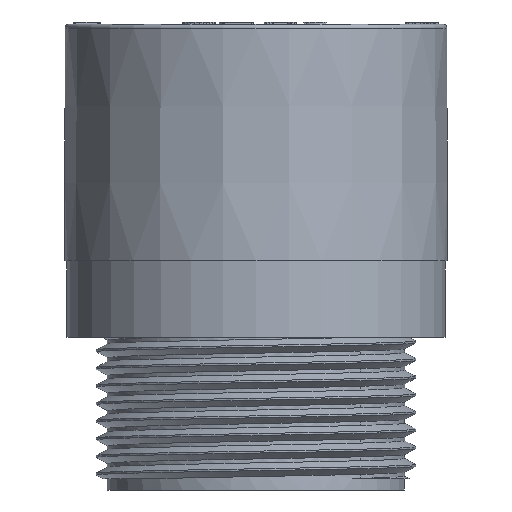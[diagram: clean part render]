
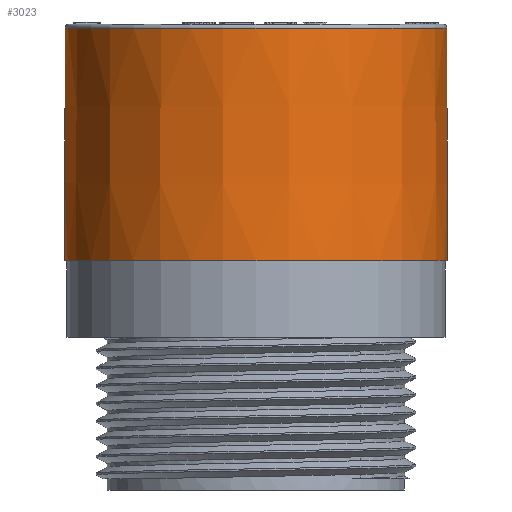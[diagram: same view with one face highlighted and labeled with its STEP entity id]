
A CAD part, left-side view. The second image highlights one B-rep face of the part: STEP entity #3023.
In plain terms, the highlighted conical face has half-angle 0.092 degrees and reference radius 25.05 mm.
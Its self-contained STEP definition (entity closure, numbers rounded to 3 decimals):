
#100=CONICAL_SURFACE('',#11126,25.05,0.092);
#3023=ADVANCED_FACE('',(#4193,#4194),#100,.T.);
#4193=FACE_BOUND('',#4274,.T.);
#4194=FACE_BOUND('',#4275,.T.);
#4274=EDGE_LOOP('',(#5347));
#4275=EDGE_LOOP('',(#5348));
#5347=ORIENTED_EDGE('',*,*,#9822,.T.);
#5348=ORIENTED_EDGE('',*,*,#9823,.T.);
#8692=VERTEX_POINT('',#18186);
#8693=VERTEX_POINT('',#18188);
#9822=EDGE_CURVE('',#8692,#8692,#11080,.T.);
#9823=EDGE_CURVE('',#8693,#8693,#11081,.T.);
#11080=CIRCLE('',#11124,25.001);
#11081=CIRCLE('',#11125,25.05);
#11124=AXIS2_PLACEMENT_3D('',#18185,#11743,#11744);
#11125=AXIS2_PLACEMENT_3D('',#18187,#11745,#11746);
#11126=AXIS2_PLACEMENT_3D('',#18189,#11747,#11748);
#11743=DIRECTION('',(0.,0.,-1.));
#11744=DIRECTION('',(0.,1.,0.));
#11745=DIRECTION('',(0.,0.,1.));
#11746=DIRECTION('',(0.,-1.,0.));
#11747=DIRECTION('',(0.,0.,-1.));
#11748=DIRECTION('',(0.,-1.,0.));
#18185=CARTESIAN_POINT('',(-55.,423.5,45.005));
#18186=CARTESIAN_POINT('',(-55.,448.501,45.005));
#18187=CARTESIAN_POINT('',(-55.,423.5,14.504));
#18188=CARTESIAN_POINT('',(-55.,398.45,14.504));
#18189=CARTESIAN_POINT('',(-55.,423.5,14.504));
